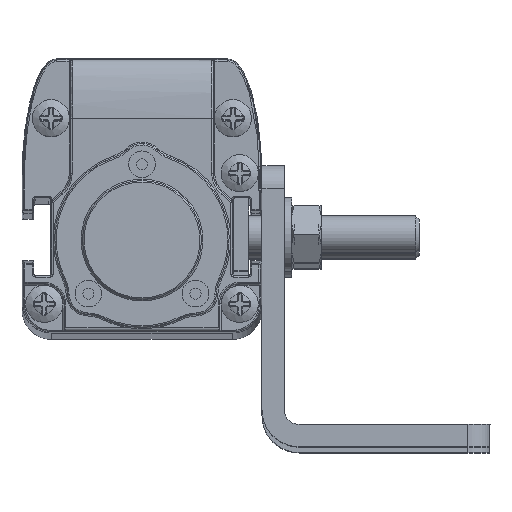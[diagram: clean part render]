
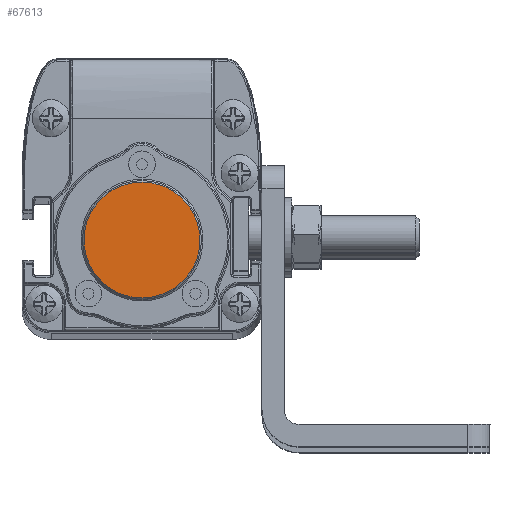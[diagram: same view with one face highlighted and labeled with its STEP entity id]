
A CAD part, top view. The second image highlights one B-rep face of the part: STEP entity #67613.
In plain terms, the highlighted planar face has unit normal (0, 0, 1).
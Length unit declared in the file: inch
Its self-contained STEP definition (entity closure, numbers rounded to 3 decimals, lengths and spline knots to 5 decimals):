
#9179 = DIRECTION ( 'NONE',  ( 0., 0., 1. ) ) ;
#12391 = B_SPLINE_CURVE_WITH_KNOTS ( 'NONE', 3,
 ( #77573, #34102, #35985, #57460, #87123, #29008, #58086, #86193, #80136, #13823, #51095, #50483, #64530, #14756, #35371, #65484, #28696, #15085 ),
 .UNSPECIFIED., .F., .F.,
 ( 4, 2, 2, 2, 2, 2, 2, 2, 4 ),
 ( 0., 0.125, 0.25, 0.375, 0.5, 0.625, 0.75, 0.875, 1. ),
 .UNSPECIFIED. ) ;
#12474 = CARTESIAN_POINT ( 'NONE',  ( 0.29909, -0.08038, 20.99583 ) ) ;
#12797 = CARTESIAN_POINT ( 'NONE',  ( 0., -0.30709, 20.99583 ) ) ;
#13014 = B_SPLINE_CURVE_WITH_KNOTS ( 'NONE', 3,
 ( #83606, #90918, #49153, #35297, #55468, #93090, #71465, #34033, #85492, #56760, #12474, #56107, #63809, #78466, #62882, #34981, #27997, #12797 ),
 .UNSPECIFIED., .F., .F.,
 ( 4, 2, 2, 2, 2, 2, 2, 2, 4 ),
 ( 0., 0.125, 0.25, 0.375, 0.5, 0.625, 0.75, 0.875, 1. ),
 .UNSPECIFIED. ) ;
#13823 = CARTESIAN_POINT ( 'NONE',  ( -0.30709, 0.0402, 20.99583 ) ) ;
#14756 = CARTESIAN_POINT ( 'NONE',  ( -0.18872, 0.24557, 20.99583 ) ) ;
#15085 = CARTESIAN_POINT ( 'NONE',  ( 0., 0.30709, 20.99583 ) ) ;
#15182 = CARTESIAN_POINT ( 'NONE',  ( 0., -0.30709, 20.99583 ) ) ;
#15537 = CARTESIAN_POINT ( 'NONE',  ( -0.61417, -0.53189, 20.99583 ) ) ;
#19383 = AXIS2_PLACEMENT_3D ( 'NONE', #15537, #9179, #51843 ) ;
#27997 = CARTESIAN_POINT ( 'NONE',  ( 0.0402, -0.30709, 20.99583 ) ) ;
#28696 = CARTESIAN_POINT ( 'NONE',  ( -0.0402, 0.30709, 20.99583 ) ) ;
#29008 = CARTESIAN_POINT ( 'NONE',  ( -0.24557, -0.18872, 20.99583 ) ) ;
#32107 = VERTEX_POINT ( 'NONE', #86561 ) ;
#33087 = ORIENTED_EDGE ( 'NONE', *, *, #37061, .F. ) ;
#34033 = CARTESIAN_POINT ( 'NONE',  ( 0.29909, 0.08038, 20.99583 ) ) ;
#34102 = CARTESIAN_POINT ( 'NONE',  ( -0.0402, -0.30709, 20.99583 ) ) ;
#34981 = CARTESIAN_POINT ( 'NONE',  ( 0.08038, -0.29909, 20.99583 ) ) ;
#35297 = CARTESIAN_POINT ( 'NONE',  ( 0.15465, 0.26833, 20.99583 ) ) ;
#35371 = CARTESIAN_POINT ( 'NONE',  ( -0.15465, 0.26833, 20.99583 ) ) ;
#35985 = CARTESIAN_POINT ( 'NONE',  ( -0.08038, -0.29909, 20.99583 ) ) ;
#37061 = EDGE_CURVE ( 'NONE', #93905, #32107, #12391, .T. ) ;
#42903 = ORIENTED_EDGE ( 'NONE', *, *, #62475, .F. ) ;
#49153 = CARTESIAN_POINT ( 'NONE',  ( 0.08038, 0.29909, 20.99583 ) ) ;
#50483 = CARTESIAN_POINT ( 'NONE',  ( -0.26833, 0.15465, 20.99583 ) ) ;
#51095 = CARTESIAN_POINT ( 'NONE',  ( -0.29909, 0.08038, 20.99583 ) ) ;
#51251 = PLANE ( 'NONE',  #19383 ) ;
#51843 = DIRECTION ( 'NONE',  ( 1., 0., 0. ) ) ;
#53859 = EDGE_LOOP ( 'NONE', ( #42903, #33087 ) ) ;
#55468 = CARTESIAN_POINT ( 'NONE',  ( 0.18872, 0.24557, 20.99583 ) ) ;
#56107 = CARTESIAN_POINT ( 'NONE',  ( 0.26833, -0.15465, 20.99583 ) ) ;
#56482 = FACE_OUTER_BOUND ( 'NONE', #53859, .T. ) ;
#56760 = CARTESIAN_POINT ( 'NONE',  ( 0.30709, -0.0402, 20.99583 ) ) ;
#57460 = CARTESIAN_POINT ( 'NONE',  ( -0.15465, -0.26833, 20.99583 ) ) ;
#58086 = CARTESIAN_POINT ( 'NONE',  ( -0.26833, -0.15465, 20.99583 ) ) ;
#62475 = EDGE_CURVE ( 'NONE', #32107, #93905, #13014, .T. ) ;
#62882 = CARTESIAN_POINT ( 'NONE',  ( 0.15465, -0.26833, 20.99583 ) ) ;
#63809 = CARTESIAN_POINT ( 'NONE',  ( 0.24557, -0.18872, 20.99583 ) ) ;
#64530 = CARTESIAN_POINT ( 'NONE',  ( -0.24557, 0.18872, 20.99583 ) ) ;
#65484 = CARTESIAN_POINT ( 'NONE',  ( -0.08038, 0.29909, 20.99583 ) ) ;
#67613 = ADVANCED_FACE ( 'NONE', ( #56482 ), #51251, .T. ) ;
#71465 = CARTESIAN_POINT ( 'NONE',  ( 0.26833, 0.15465, 20.99583 ) ) ;
#77573 = CARTESIAN_POINT ( 'NONE',  ( 0., -0.30709, 20.99583 ) ) ;
#78466 = CARTESIAN_POINT ( 'NONE',  ( 0.18872, -0.24557, 20.99583 ) ) ;
#80136 = CARTESIAN_POINT ( 'NONE',  ( -0.30709, -0.0402, 20.99583 ) ) ;
#83606 = CARTESIAN_POINT ( 'NONE',  ( 0., 0.30709, 20.99583 ) ) ;
#85492 = CARTESIAN_POINT ( 'NONE',  ( 0.30709, 0.0402, 20.99583 ) ) ;
#86193 = CARTESIAN_POINT ( 'NONE',  ( -0.29909, -0.08038, 20.99583 ) ) ;
#86561 = CARTESIAN_POINT ( 'NONE',  ( 0., 0.30709, 20.99583 ) ) ;
#87123 = CARTESIAN_POINT ( 'NONE',  ( -0.18872, -0.24557, 20.99583 ) ) ;
#90918 = CARTESIAN_POINT ( 'NONE',  ( 0.0402, 0.30709, 20.99583 ) ) ;
#93090 = CARTESIAN_POINT ( 'NONE',  ( 0.24557, 0.18872, 20.99583 ) ) ;
#93905 = VERTEX_POINT ( 'NONE', #15182 ) ;
